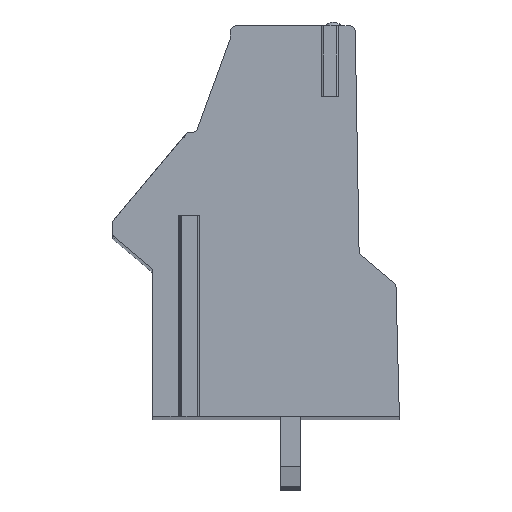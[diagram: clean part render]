
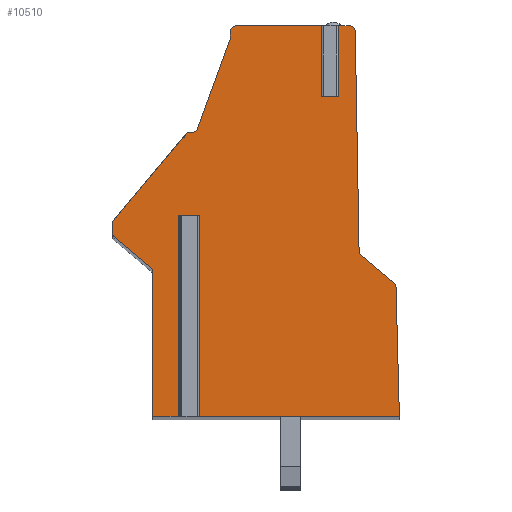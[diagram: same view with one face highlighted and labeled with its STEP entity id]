
A CAD part, top view. The second image highlights one B-rep face of the part: STEP entity #10510.
In plain terms, the highlighted planar face has unit normal (0, 0, 1).
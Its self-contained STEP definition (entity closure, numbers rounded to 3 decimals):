
#13=DIRECTION('',(-1.,0.,0.));
#14=VECTOR('',#13,0.55);
#15=CARTESIAN_POINT('',(3.708,6.127,93.98));
#16=LINE('',#15,#14);
#17=DIRECTION('',(0.,-1.,0.));
#18=VECTOR('',#17,3.5);
#19=CARTESIAN_POINT('',(3.708,9.627,93.98));
#20=LINE('',#19,#18);
#21=DIRECTION('',(-1.,0.,0.));
#22=VECTOR('',#21,0.682);
#23=CARTESIAN_POINT('',(4.39,9.627,93.98));
#24=LINE('',#23,#22);
#25=CARTESIAN_POINT('',(4.39,9.327,93.98));
#26=DIRECTION('',(0.,0.,1.));
#27=DIRECTION('',(1.,0.017,0.));
#28=AXIS2_PLACEMENT_3D('',#25,#26,#27);
#30=DIRECTION('',(-0.017,1.,0.));
#31=VECTOR('',#30,10.885);
#32=CARTESIAN_POINT('',(4.88,-1.552,93.98));
#33=LINE('',#32,#31);
#34=CARTESIAN_POINT('',(5.18,-1.546,93.98));
#35=DIRECTION('',(0.,0.,-1.));
#36=DIRECTION('',(-0.643,-0.766,0.));
#37=AXIS2_PLACEMENT_3D('',#34,#35,#36);
#39=DIRECTION('',(-0.766,0.643,0.));
#40=VECTOR('',#39,2.116);
#41=CARTESIAN_POINT('',(6.608,-3.137,93.98));
#42=LINE('',#41,#40);
#43=CARTESIAN_POINT('',(6.415,-3.366,93.98));
#44=DIRECTION('',(0.,0.,1.));
#45=DIRECTION('',(1.,0.029,0.));
#46=AXIS2_PLACEMENT_3D('',#43,#44,#45);
#48=DIRECTION('',(-0.026,1.,0.));
#49=VECTOR('',#48,6.418);
#50=CARTESIAN_POINT('',(6.883,-9.773,93.98));
#51=LINE('',#50,#49);
#52=DIRECTION('',(1.,0.,0.));
#53=VECTOR('',#52,9.952);
#54=CARTESIAN_POINT('',(-3.069,-9.773,93.98));
#55=LINE('',#54,#53);
#56=DIRECTION('',(0.,-1.,0.));
#57=VECTOR('',#56,10.);
#58=CARTESIAN_POINT('',(-3.069,0.227,93.98));
#59=LINE('',#58,#57);
#60=DIRECTION('',(-1.,0.,0.));
#61=VECTOR('',#60,0.996);
#62=CARTESIAN_POINT('',(-3.069,0.227,93.98));
#63=LINE('',#62,#61);
#64=DIRECTION('',(0.,-1.,0.));
#65=VECTOR('',#64,10.);
#66=CARTESIAN_POINT('',(-4.065,0.227,93.98));
#67=LINE('',#66,#65);
#68=DIRECTION('',(1.,0.,0.));
#69=VECTOR('',#68,1.302);
#70=CARTESIAN_POINT('',(-5.367,-9.773,93.98));
#71=LINE('',#70,#69);
#72=DIRECTION('',(0.,-1.,0.));
#73=VECTOR('',#72,7.198);
#74=CARTESIAN_POINT('',(-5.367,-2.576,93.98));
#75=LINE('',#74,#73);
#76=CARTESIAN_POINT('',(-5.567,-2.576,93.98));
#77=DIRECTION('',(0.,0.,-1.));
#78=DIRECTION('',(0.643,0.766,0.));
#79=AXIS2_PLACEMENT_3D('',#76,#77,#78);
#81=DIRECTION('',(0.766,-0.643,0.));
#82=VECTOR('',#81,2.424);
#83=CARTESIAN_POINT('',(-7.295,-0.864,93.98));
#84=LINE('',#83,#82);
#85=CARTESIAN_POINT('',(-7.167,-0.711,93.98));
#86=DIRECTION('',(0.,0.,1.));
#87=DIRECTION('',(-1.,0.,0.));
#88=AXIS2_PLACEMENT_3D('',#85,#86,#87);
#90=DIRECTION('',(0.,-1.,0.));
#91=VECTOR('',#90,0.52);
#92=CARTESIAN_POINT('',(-7.367,-0.191,93.98));
#93=LINE('',#92,#91);
#94=CARTESIAN_POINT('',(-7.067,-0.191,93.98));
#95=DIRECTION('',(0.,0.,1.));
#96=DIRECTION('',(-0.766,0.643,0.));
#97=AXIS2_PLACEMENT_3D('',#94,#95,#96);
#99=DIRECTION('',(-0.643,-0.766,0.));
#100=VECTOR('',#99,5.645);
#101=CARTESIAN_POINT('',(-3.668,4.327,93.98));
#102=LINE('',#101,#100);
#103=DIRECTION('',(-1.,0.,0.));
#104=VECTOR('',#103,0.236);
#105=CARTESIAN_POINT('',(-3.432,4.327,93.98));
#106=LINE('',#105,#104);
#107=CARTESIAN_POINT('',(-3.432,4.627,93.98));
#108=DIRECTION('',(0.,0.,-1.));
#109=DIRECTION('',(0.94,-0.342,0.));
#110=AXIS2_PLACEMENT_3D('',#107,#108,#109);
#112=DIRECTION('',(-0.342,-0.94,0.));
#113=VECTOR('',#112,4.782);
#114=CARTESIAN_POINT('',(-1.515,9.018,93.98));
#115=LINE('',#114,#113);
#116=DIRECTION('',(0.,-1.,0.));
#117=VECTOR('',#116,0.309);
#118=CARTESIAN_POINT('',(-1.515,9.327,93.98));
#119=LINE('',#118,#117);
#120=CARTESIAN_POINT('',(-1.215,9.327,93.98));
#121=DIRECTION('',(0.,0.,1.));
#122=DIRECTION('',(0.,1.,0.));
#123=AXIS2_PLACEMENT_3D('',#120,#121,#122);
#125=DIRECTION('',(-1.,0.,0.));
#126=VECTOR('',#125,4.373);
#127=CARTESIAN_POINT('',(3.158,9.627,93.98));
#128=LINE('',#127,#126);
#129=DIRECTION('',(0.,-1.,0.));
#130=VECTOR('',#129,3.5);
#131=CARTESIAN_POINT('',(3.158,9.627,93.98));
#132=LINE('',#131,#130);
#8221=CARTESIAN_POINT('',(6.883,-9.773,93.98));
#8222=CARTESIAN_POINT('',(6.715,-3.358,93.98));
#8223=VERTEX_POINT('',#8221);
#8224=VERTEX_POINT('',#8222);
#8225=CARTESIAN_POINT('',(6.608,-3.137,93.98));
#8226=VERTEX_POINT('',#8225);
#8227=CARTESIAN_POINT('',(4.987,-1.776,93.98));
#8228=VERTEX_POINT('',#8227);
#8229=CARTESIAN_POINT('',(4.88,-1.552,93.98));
#8230=VERTEX_POINT('',#8229);
#8231=CARTESIAN_POINT('',(4.69,9.332,93.98));
#8232=VERTEX_POINT('',#8231);
#8233=CARTESIAN_POINT('',(4.39,9.627,93.98));
#8234=VERTEX_POINT('',#8233);
#8235=CARTESIAN_POINT('',(-1.215,9.627,93.98));
#8236=CARTESIAN_POINT('',(-1.515,9.327,93.98));
#8237=VERTEX_POINT('',#8235);
#8238=VERTEX_POINT('',#8236);
#8239=CARTESIAN_POINT('',(-1.515,9.018,93.98));
#8240=VERTEX_POINT('',#8239);
#8241=CARTESIAN_POINT('',(-3.15,4.524,93.98));
#8242=VERTEX_POINT('',#8241);
#8243=CARTESIAN_POINT('',(-3.432,4.327,93.98));
#8244=VERTEX_POINT('',#8243);
#8245=CARTESIAN_POINT('',(-3.668,4.327,93.98));
#8246=VERTEX_POINT('',#8245);
#8247=CARTESIAN_POINT('',(-7.297,0.002,93.98));
#8248=VERTEX_POINT('',#8247);
#8249=CARTESIAN_POINT('',(-7.367,-0.191,93.98));
#8250=VERTEX_POINT('',#8249);
#8251=CARTESIAN_POINT('',(-7.367,-0.711,93.98));
#8252=VERTEX_POINT('',#8251);
#8253=CARTESIAN_POINT('',(-7.295,-0.864,93.98));
#8254=VERTEX_POINT('',#8253);
#8255=CARTESIAN_POINT('',(-5.438,-2.422,93.98));
#8256=VERTEX_POINT('',#8255);
#8257=CARTESIAN_POINT('',(-5.367,-2.576,93.98));
#8258=VERTEX_POINT('',#8257);
#8259=CARTESIAN_POINT('',(-5.367,-9.773,93.98));
#8260=VERTEX_POINT('',#8259);
#8361=CARTESIAN_POINT('',(-3.069,0.227,93.98));
#8362=CARTESIAN_POINT('',(-4.065,0.227,93.98));
#8363=VERTEX_POINT('',#8361);
#8364=VERTEX_POINT('',#8362);
#8365=CARTESIAN_POINT('',(-3.069,-9.773,93.98));
#8366=VERTEX_POINT('',#8365);
#8367=CARTESIAN_POINT('',(-4.065,-9.773,93.98));
#8368=VERTEX_POINT('',#8367);
#8405=CARTESIAN_POINT('',(3.708,6.127,93.98));
#8406=CARTESIAN_POINT('',(3.158,6.127,93.98));
#8407=VERTEX_POINT('',#8405);
#8408=VERTEX_POINT('',#8406);
#8409=CARTESIAN_POINT('',(3.158,9.627,93.98));
#8410=VERTEX_POINT('',#8409);
#8411=CARTESIAN_POINT('',(3.708,9.627,93.98));
#8412=VERTEX_POINT('',#8411);
#10447=CARTESIAN_POINT('',(0.,0.,93.98));
#10448=DIRECTION('',(0.,0.,1.));
#10449=DIRECTION('',(1.,0.,0.));
#10450=AXIS2_PLACEMENT_3D('',#10447,#10448,#10449);
#10451=PLANE('',#10450);
#10453=ORIENTED_EDGE('',*,*,#10452,.F.);
#10455=ORIENTED_EDGE('',*,*,#10454,.F.);
#10457=ORIENTED_EDGE('',*,*,#10456,.F.);
#10459=ORIENTED_EDGE('',*,*,#10458,.F.);
#10461=ORIENTED_EDGE('',*,*,#10460,.F.);
#10463=ORIENTED_EDGE('',*,*,#10462,.F.);
#10465=ORIENTED_EDGE('',*,*,#10464,.F.);
#10467=ORIENTED_EDGE('',*,*,#10466,.F.);
#10469=ORIENTED_EDGE('',*,*,#10468,.F.);
#10471=ORIENTED_EDGE('',*,*,#10470,.F.);
#10473=ORIENTED_EDGE('',*,*,#10472,.F.);
#10475=ORIENTED_EDGE('',*,*,#10474,.T.);
#10477=ORIENTED_EDGE('',*,*,#10476,.T.);
#10479=ORIENTED_EDGE('',*,*,#10478,.F.);
#10481=ORIENTED_EDGE('',*,*,#10480,.F.);
#10483=ORIENTED_EDGE('',*,*,#10482,.F.);
#10485=ORIENTED_EDGE('',*,*,#10484,.F.);
#10487=ORIENTED_EDGE('',*,*,#10486,.F.);
#10489=ORIENTED_EDGE('',*,*,#10488,.F.);
#10491=ORIENTED_EDGE('',*,*,#10490,.F.);
#10493=ORIENTED_EDGE('',*,*,#10492,.F.);
#10495=ORIENTED_EDGE('',*,*,#10494,.F.);
#10497=ORIENTED_EDGE('',*,*,#10496,.F.);
#10499=ORIENTED_EDGE('',*,*,#10498,.F.);
#10501=ORIENTED_EDGE('',*,*,#10500,.F.);
#10503=ORIENTED_EDGE('',*,*,#10502,.F.);
#10505=ORIENTED_EDGE('',*,*,#10504,.F.);
#10507=ORIENTED_EDGE('',*,*,#10506,.T.);
#10508=EDGE_LOOP('',(#10453,#10455,#10457,#10459,#10461,#10463,#10465,#10467,
#10469,#10471,#10473,#10475,#10477,#10479,#10481,#10483,#10485,#10487,#10489,
#10491,#10493,#10495,#10497,#10499,#10501,#10503,#10505,#10507));
#10509=FACE_OUTER_BOUND('',#10508,.F.);
#29=CIRCLE('',#28,0.3);
#38=CIRCLE('',#37,0.3);
#47=CIRCLE('',#46,0.3);
#80=CIRCLE('',#79,0.2);
#89=CIRCLE('',#88,0.2);
#98=CIRCLE('',#97,0.3);
#111=CIRCLE('',#110,0.3);
#124=CIRCLE('',#123,0.3);
#10452=EDGE_CURVE('',#8407,#8408,#16,.T.);
#10454=EDGE_CURVE('',#8412,#8407,#20,.T.);
#10456=EDGE_CURVE('',#8234,#8412,#24,.T.);
#10458=EDGE_CURVE('',#8232,#8234,#29,.T.);
#10460=EDGE_CURVE('',#8230,#8232,#33,.T.);
#10462=EDGE_CURVE('',#8228,#8230,#38,.T.);
#10464=EDGE_CURVE('',#8226,#8228,#42,.T.);
#10466=EDGE_CURVE('',#8224,#8226,#47,.T.);
#10468=EDGE_CURVE('',#8223,#8224,#51,.T.);
#10470=EDGE_CURVE('',#8366,#8223,#55,.T.);
#10472=EDGE_CURVE('',#8363,#8366,#59,.T.);
#10474=EDGE_CURVE('',#8363,#8364,#63,.T.);
#10476=EDGE_CURVE('',#8364,#8368,#67,.T.);
#10478=EDGE_CURVE('',#8260,#8368,#71,.T.);
#10480=EDGE_CURVE('',#8258,#8260,#75,.T.);
#10482=EDGE_CURVE('',#8256,#8258,#80,.T.);
#10484=EDGE_CURVE('',#8254,#8256,#84,.T.);
#10486=EDGE_CURVE('',#8252,#8254,#89,.T.);
#10488=EDGE_CURVE('',#8250,#8252,#93,.T.);
#10490=EDGE_CURVE('',#8248,#8250,#98,.T.);
#10492=EDGE_CURVE('',#8246,#8248,#102,.T.);
#10494=EDGE_CURVE('',#8244,#8246,#106,.T.);
#10496=EDGE_CURVE('',#8242,#8244,#111,.T.);
#10498=EDGE_CURVE('',#8240,#8242,#115,.T.);
#10500=EDGE_CURVE('',#8238,#8240,#119,.T.);
#10502=EDGE_CURVE('',#8237,#8238,#124,.T.);
#10504=EDGE_CURVE('',#8410,#8237,#128,.T.);
#10506=EDGE_CURVE('',#8410,#8408,#132,.T.);
#10510=ADVANCED_FACE('',(#10509),#10451,.T.);
